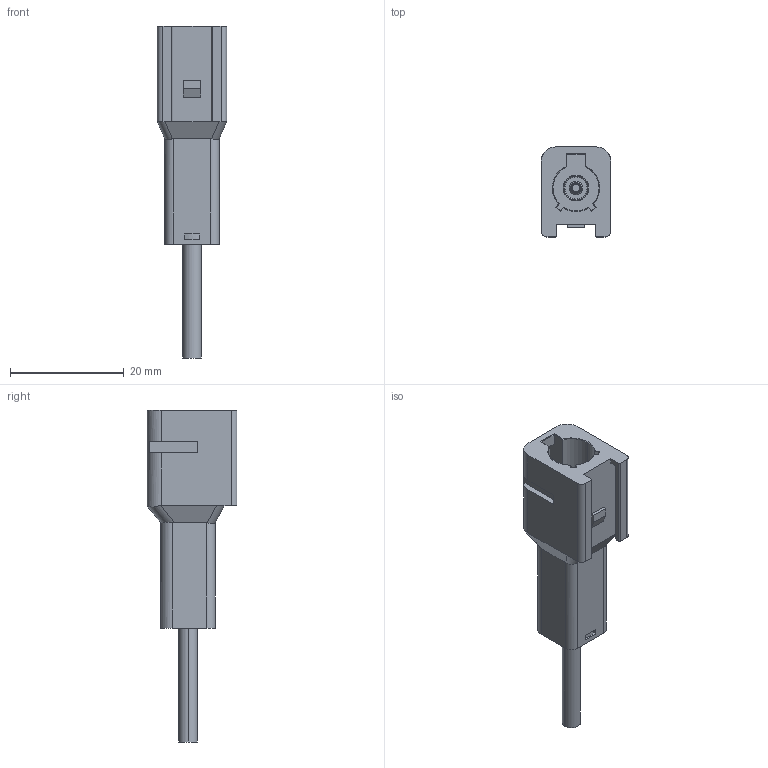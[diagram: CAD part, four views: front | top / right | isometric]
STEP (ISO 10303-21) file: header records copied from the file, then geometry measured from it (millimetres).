
FILE_DESCRIPTION (( 'STEP AP214' ), '1' );
FILE_NAME ('HPC1163 3D.STEP', '2024-01-25T02:47:37', ( '' ), ( '' ), 'SwSTEP 2.0', 'SolidWorks 2022', '' );
FILE_SCHEMA (( 'AUTOMOTIVE_DESIGN' ));
Length unit declared in the file: millimetre
Products named in the file (1): HPC1163 3D
Bounding box: 12.2 x 15.8 x 58.3 mm (x, y, z)
Volume: 4166.5 mm3; surface area: 3049.6 mm2
Topology: 1 solids, 1 shells, 209 faces, 535 edges, 347 vertices
Faces by surface type: plane 137, cylinder 55, cone 16, bspline 1
Entity records: 6383 total; most frequent: CARTESIAN_POINT 1257, ORIENTED_EDGE 1070, DIRECTION 1033, EDGE_CURVE 535, LINE 387, VECTOR 387, VERTEX_POINT 347, AXIS2_PLACEMENT_3D 323
